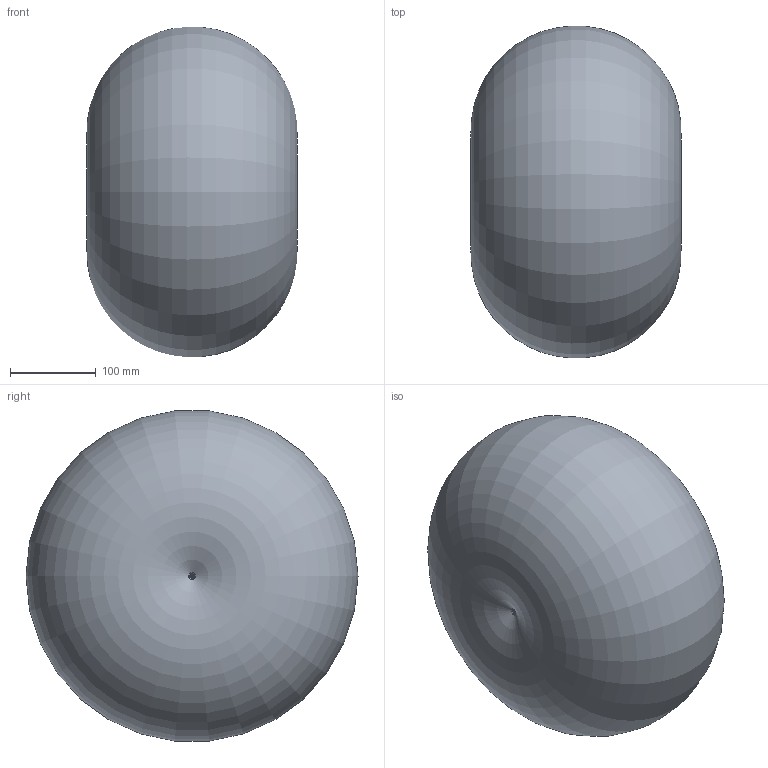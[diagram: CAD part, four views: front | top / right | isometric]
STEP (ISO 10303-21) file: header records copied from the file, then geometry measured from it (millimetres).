
FILE_DESCRIPTION(/* description */ ('Alibre Inc.'),/* implementation_level */ '2;1');
FILE_NAME(/* name */ 'export-19685A08-DAF8-4072-A105-9BDDDCC3A1D0',/* time_stamp */ '2020-05-19T12:57:40-07:00',/* author */ (''),/* organization */ (''),/* preprocessor_version */ 'ST-DEVELOPER v17',/* originating_system */ 'Alibre',/* authorisation */ '');
FILE_SCHEMA (('CONFIG_CONTROL_DESIGN'));
Length unit declared in the file: inch
Bounding box: 245.1 x 387.26 x 385.14 mm (x, y, z)
Volume: 21463193.9 mm3; surface area: 538583.2 mm2
Topology: 16 solids, 16 shells, 252 faces, 664 edges, 425 vertices
Faces by surface type: plane 80, cylinder 78, torus 28, cone 28, bspline 22, sphere 16
Full cylindrical faces by diameter (mm): 4.134 x1, 4.137 x1, 5.8 x1, 8.5 x1, 41.275 x1, 60 x4, 61.016 x2, 76 x2, 78 x2, 90 x2, 95.22 x1
Entity records: 10535 total; most frequent: CARTESIAN_POINT 4459, ORIENTED_EDGE 1150, DIRECTION 942, EDGE_CURVE 575, AXIS2_PLACEMENT_3D 414, VERTEX_POINT 391, FACE_BOUND 290, EDGE_LOOP 281
